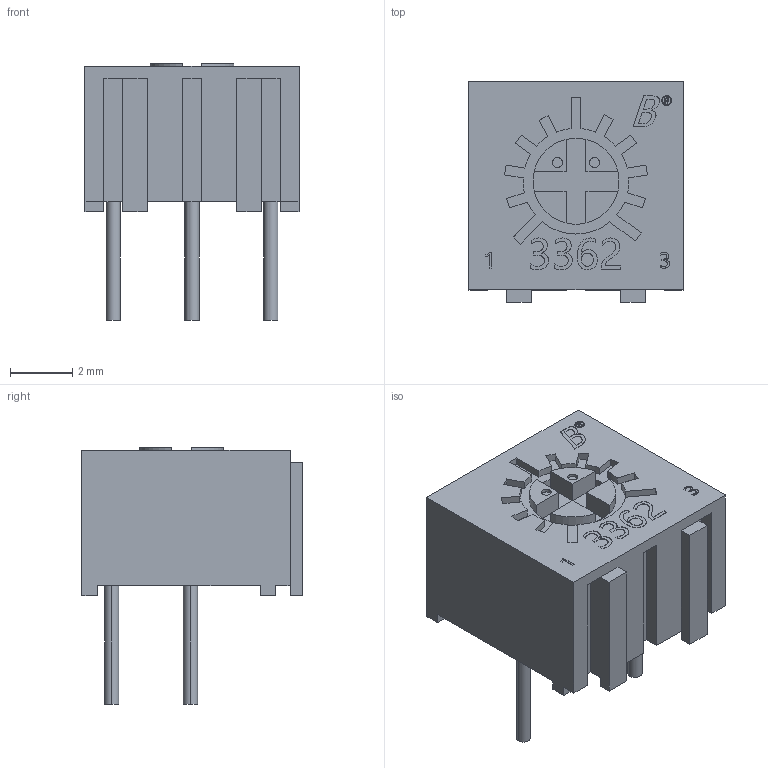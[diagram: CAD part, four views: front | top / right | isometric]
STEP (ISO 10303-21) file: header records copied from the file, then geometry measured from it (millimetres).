
FILE_DESCRIPTION(('FreeCAD Model'),'2;1');
FILE_NAME('Potentiometer_Bochen_3362P-1-502.step','2025-09-07T18:15:05',( 'Author'),(''),'Open CASCADE STEP processor 7.3','FreeCAD','Unknown' );
FILE_SCHEMA(('AUTOMOTIVE_DESIGN { 1 0 10303 214 1 1 1 1 }'));
Length unit declared in the file: millimetre
Products named in the file (1): 6Hxe-R1-RES-ADJ-TH_3362P
Bounding box: 6.9 x 7.1 x 8.28 mm (x, y, z)
Volume: 201 mm3; surface area: 266.5 mm2
Topology: 1 solids, 1 shells, 496 faces, 1344 edges, 890 vertices
Faces by surface type: plane 287, bspline 178, cylinder 31
Entity records: 43447 total; most frequent: CARTESIAN_POINT 15295, DIRECTION 3652, LINE 2828, VECTOR 2828, ORIENTED_EDGE 2688, PCURVE 2688, DEFINITIONAL_REPRESENTATION 2688, EDGE_CURVE 1344
